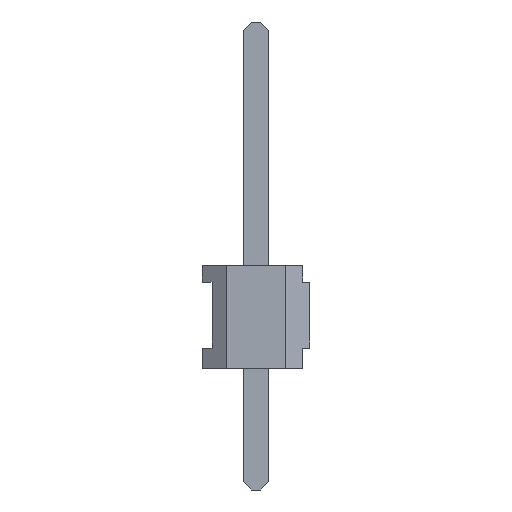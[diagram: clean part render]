
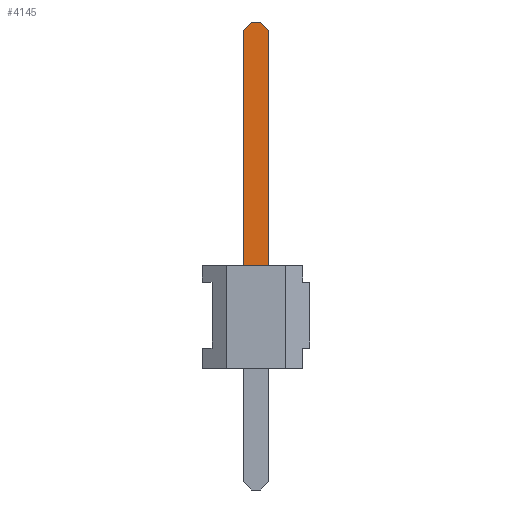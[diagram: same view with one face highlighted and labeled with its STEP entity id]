
A CAD part, left-side view. The second image highlights one B-rep face of the part: STEP entity #4145.
In plain terms, the highlighted planar face has unit normal (-1, 0, 0).
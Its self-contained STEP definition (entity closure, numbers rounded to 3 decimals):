
#33 = EDGE_CURVE ( 'NONE', #3761, #2514, #426, .T. ) ;
#170 = EDGE_CURVE ( 'NONE', #3903, #1334, #4866, .T. ) ;
#280 = VECTOR ( 'NONE', #1459, 1000. ) ;
#303 = CARTESIAN_POINT ( 'NONE',  ( -4.13, 0.32, 2.54 ) ) ;
#426 = LINE ( 'NONE', #4982, #1052 ) ;
#455 = DIRECTION ( 'NONE',  ( 0., 0., 1. ) ) ;
#555 = ORIENTED_EDGE ( 'NONE', *, *, #4731, .T. ) ;
#599 = DIRECTION ( 'NONE',  ( 0., 0., -1. ) ) ;
#627 = CARTESIAN_POINT ( 'NONE',  ( -4.13, 0.32, -2.8 ) ) ;
#656 = ORIENTED_EDGE ( 'NONE', *, *, #170, .T. ) ;
#868 = ORIENTED_EDGE ( 'NONE', *, *, #2545, .T. ) ;
#1052 = VECTOR ( 'NONE', #455, 1000. ) ;
#1277 = FACE_OUTER_BOUND ( 'NONE', #2516, .T. ) ;
#1334 = VERTEX_POINT ( 'NONE', #1429 ) ;
#1341 = ORIENTED_EDGE ( 'NONE', *, *, #3166, .T. ) ;
#1374 = CARTESIAN_POINT ( 'NONE',  ( -4.13, -0.32, 8.34 ) ) ;
#1429 = CARTESIAN_POINT ( 'NONE',  ( -4.13, 0.32, 8.34 ) ) ;
#1459 = DIRECTION ( 'NONE',  ( 0., -1., 0. ) ) ;
#1509 = DIRECTION ( 'NONE',  ( 0., 0.707, -0.707 ) ) ;
#1584 = VECTOR ( 'NONE', #599, 1000. ) ;
#1602 = DIRECTION ( 'NONE',  ( 0., 0.707, 0.707 ) ) ;
#1723 = DIRECTION ( 'NONE',  ( 0., 1., 0. ) ) ;
#1797 = DIRECTION ( 'NONE',  ( -1., 0., 0. ) ) ;
#1805 = ORIENTED_EDGE ( 'NONE', *, *, #2400, .T. ) ;
#1827 = DIRECTION ( 'NONE',  ( 0., 0., 1. ) ) ;
#1972 = CARTESIAN_POINT ( 'NONE',  ( -4.13, -0.32, 8.34 ) ) ;
#2198 = CARTESIAN_POINT ( 'NONE',  ( -4.13, -0.32, 2.54 ) ) ;
#2320 = CARTESIAN_POINT ( 'NONE',  ( -4.13, 0.32, 8.34 ) ) ;
#2400 = EDGE_CURVE ( 'NONE', #2761, #3903, #4186, .T. ) ;
#2514 = VERTEX_POINT ( 'NONE', #1374 ) ;
#2516 = EDGE_LOOP ( 'NONE', ( #868, #1341, #2937, #555, #1805, #656 ) ) ;
#2545 = EDGE_CURVE ( 'NONE', #1334, #4428, #4301, .T. ) ;
#2761 = VERTEX_POINT ( 'NONE', #4263 ) ;
#2786 = VECTOR ( 'NONE', #1602, 1000. ) ;
#2851 = LINE ( 'NONE', #1972, #2786 ) ;
#2931 = CARTESIAN_POINT ( 'NONE',  ( -4.13, 0.12, 8.54 ) ) ;
#2937 = ORIENTED_EDGE ( 'NONE', *, *, #33, .T. ) ;
#3166 = EDGE_CURVE ( 'NONE', #4428, #3761, #4735, .T. ) ;
#3459 = CARTESIAN_POINT ( 'NONE',  ( -4.13, 0., 0. ) ) ;
#3681 = CARTESIAN_POINT ( 'NONE',  ( -4.13, 0.12, 8.54 ) ) ;
#3761 = VERTEX_POINT ( 'NONE', #2198 ) ;
#3903 = VERTEX_POINT ( 'NONE', #2931 ) ;
#3938 = CARTESIAN_POINT ( 'NONE',  ( -4.13, 0., 2.54 ) ) ;
#4145 = ADVANCED_FACE ( 'NONE', ( #1277 ), #4957, .T. ) ;
#4186 = LINE ( 'NONE', #3681, #4370 ) ;
#4263 = CARTESIAN_POINT ( 'NONE',  ( -4.13, -0.12, 8.54 ) ) ;
#4301 = LINE ( 'NONE', #627, #1584 ) ;
#4370 = VECTOR ( 'NONE', #1723, 1000. ) ;
#4428 = VERTEX_POINT ( 'NONE', #303 ) ;
#4616 = AXIS2_PLACEMENT_3D ( 'NONE', #3459, #1797, #1827 ) ;
#4731 = EDGE_CURVE ( 'NONE', #2514, #2761, #2851, .T. ) ;
#4735 = LINE ( 'NONE', #3938, #280 ) ;
#4866 = LINE ( 'NONE', #2320, #5218 ) ;
#4957 = PLANE ( 'NONE',  #4616 ) ;
#4982 = CARTESIAN_POINT ( 'NONE',  ( -4.13, -0.32, -2.8 ) ) ;
#5218 = VECTOR ( 'NONE', #1509, 1000. ) ;
